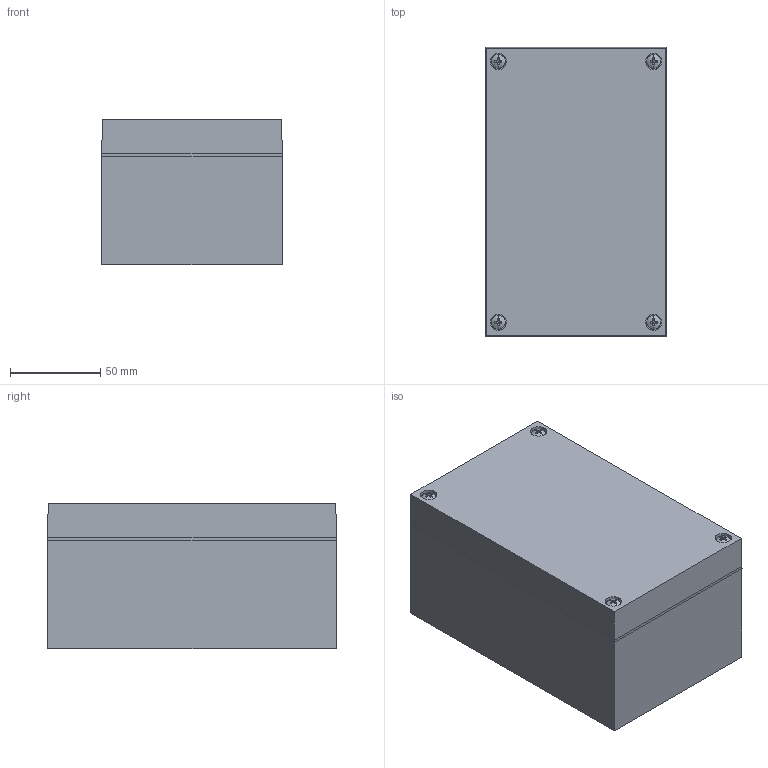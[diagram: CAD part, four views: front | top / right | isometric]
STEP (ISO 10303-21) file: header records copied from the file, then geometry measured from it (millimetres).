
FILE_DESCRIPTION (( 'STEP AP214' ), '1' );
FILE_NAME ('2011316.stp', '2020-11-30T16:29:48', ( '' ), ( '' ), 'SwSTEP 2.0', 'SolidWorks 2020', '' );
FILE_SCHEMA (( 'AUTOMOTIVE_DESIGN' ));
Length unit declared in the file: millimetre
Products named in the file (4): 064360_151008; P_063643_1_ISO 7045 - M4 x 12 - Z --- 12N; 064350_161008; 2011316
Assembly tree (6 placements, depth 2):
  2011316
    064350_161008
    064360_151008
    P_063643_1_ISO 7045 - M4 x 12 - Z --- 12N  x4
Bounding box: 100 x 160 x 80.5 mm (x, y, z)
Volume: 441560.4 mm3; surface area: 145943.6 mm2
Topology: 6 solids, 6 shells, 250 faces, 630 edges, 390 vertices
Faces by surface type: plane 146, cylinder 44, cone 36, torus 16, sphere 8
Entity records: 4558 total; most frequent: CARTESIAN_POINT 782, DIRECTION 774, ORIENTED_EDGE 728, EDGE_CURVE 364, AXIS2_PLACEMENT_3D 261, VECTOR 252, LINE 252, VERTEX_POINT 237
